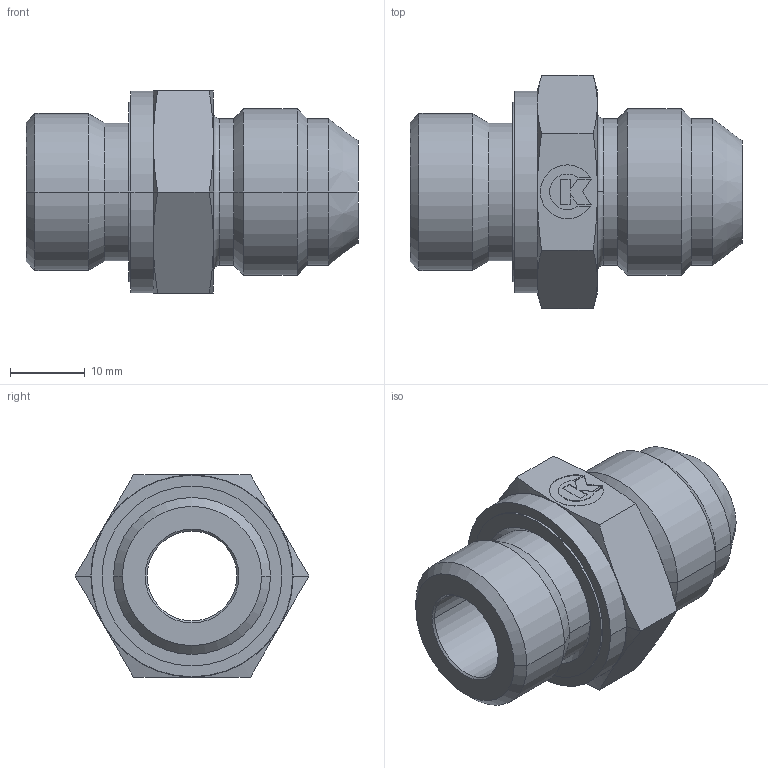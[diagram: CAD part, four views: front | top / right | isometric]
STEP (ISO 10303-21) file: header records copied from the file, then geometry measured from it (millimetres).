
FILE_DESCRIPTION( ( '' ), '1' );
FILE_NAME( '1911548.stp', '2012-07-30T08:05:33', ( '' ), ( '' ), ' ', ' ', ' ' );
FILE_SCHEMA( ( 'CONFIG_CONTROL_DESIGN' ) );
Length unit declared in the file: millimetre
Products named in the file (1): 1
Bounding box: 44.3 x 31.18 x 27 mm (x, y, z)
Volume: 12418.4 mm3; surface area: 5854.6 mm2
Topology: 1 solids, 1 shells, 98 faces, 229 edges, 141 vertices
Faces by surface type: plane 42, cone 30, cylinder 24, torus 2
Entity records: 2796 total; most frequent: CARTESIAN_POINT 517, DIRECTION 482, ORIENTED_EDGE 458, EDGE_CURVE 229, AXIS2_PLACEMENT_3D 178, VERTEX_POINT 141, LINE 126, VECTOR 126
